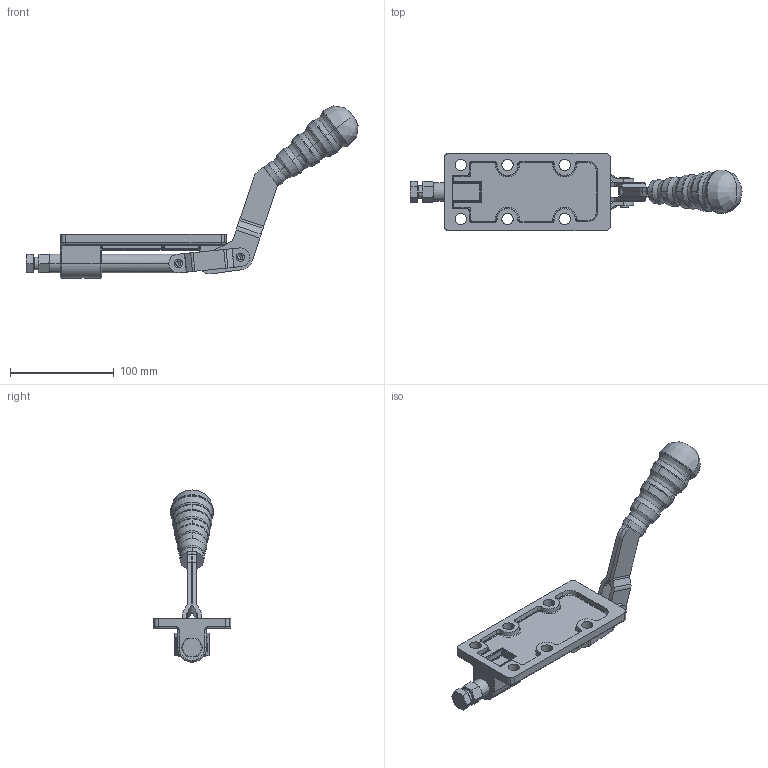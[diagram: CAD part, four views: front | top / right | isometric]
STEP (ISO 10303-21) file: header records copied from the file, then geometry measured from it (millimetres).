
FILE_DESCRIPTION((''),'2;1');
FILE_NAME('316-opened.stp','2005-09-28T08:33:20',('Kysilko'),(''),'Autodesk Inventor 8','Autodesk Inventor 8','');
FILE_SCHEMA(('AUTOMOTIVE_DESIGN { 1 0 10303 214 1 1 1 1 }'));
Length unit declared in the file: millimetre
Products named in the file (1): Part7
Bounding box: 319.46 x 75 x 165.65 mm (x, y, z)
Volume: 265606.3 mm3; surface area: 77984.6 mm2
Topology: 1 solids, 4 shells, 885 faces, 2490 edges, 1516 vertices
Faces by surface type: plane 321, cylinder 243, bspline 148, cone 135, torus 34, sphere 4
Entity records: 32615 total; most frequent: CARTESIAN_POINT 10098, ORIENTED_EDGE 4908, DIRECTION 4851, EDGE_CURVE 2454, AXIS2_PLACEMENT_3D 1873, VERTEX_POINT 1516, VECTOR 1105, LINE 1105
